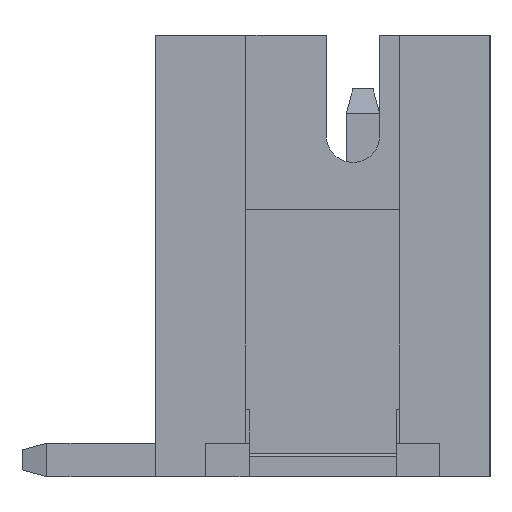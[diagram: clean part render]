
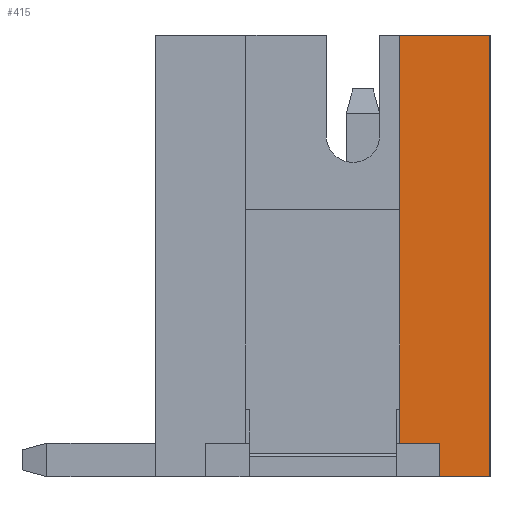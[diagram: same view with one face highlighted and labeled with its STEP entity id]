
A CAD part, left-side view. The second image highlights one B-rep face of the part: STEP entity #415.
In plain terms, the highlighted planar face has unit normal (-1, 0, 0).
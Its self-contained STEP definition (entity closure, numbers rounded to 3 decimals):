
#415=ADVANCED_FACE('',(#4062),#4064,.T.);
#4062=FACE_BOUND('',#4063,.T.);
#4063=EDGE_LOOP('',(#6969,#6970,#6971,#6972,#6973,#6974));
#4064=PLANE('',#4065);
#4065=AXIS2_PLACEMENT_3D('',#4066,#4067,#4068);
#4066=CARTESIAN_POINT('',(-2.975,0.,0.));
#4067=DIRECTION('',(-1.,-0.,0.));
#4068=DIRECTION('',(0.,-1.,0.));
#6969=ORIENTED_EDGE('',*,*,#8942,.T.);
#6970=ORIENTED_EDGE('',*,*,#8943,.T.);
#6971=ORIENTED_EDGE('',*,*,#8944,.T.);
#6972=ORIENTED_EDGE('',*,*,#8843,.T.);
#6973=ORIENTED_EDGE('',*,*,#8941,.T.);
#6974=ORIENTED_EDGE('',*,*,#8945,.T.);
#8843=EDGE_CURVE('',#9933,#9931,#9934,.T.);
#8941=EDGE_CURVE('',#9931,#10118,#10120,.T.);
#8942=EDGE_CURVE('',#10121,#10122,#10123,.F.);
#8943=EDGE_CURVE('',#10122,#10124,#10125,.F.);
#8944=EDGE_CURVE('',#10124,#9933,#10126,.T.);
#8945=EDGE_CURVE('',#10118,#10121,#10127,.T.);
#9931=VERTEX_POINT('',#11778);
#9933=VERTEX_POINT('',#11782);
#9934=LINE('',#11783,#11784);
#10118=VERTEX_POINT('',#12161);
#10120=LINE('',#12165,#12166);
#10121=VERTEX_POINT('',#12168);
#10122=VERTEX_POINT('',#12169);
#10123=LINE('',#12170,#12171);
#10124=VERTEX_POINT('',#12173);
#10125=LINE('',#12174,#12175);
#10126=LINE('',#12177,#12178);
#10127=LINE('',#12180,#12181);
#11778=CARTESIAN_POINT('',(-2.975,-1.9,6.6));
#11782=CARTESIAN_POINT('',(-2.975,-1.9,0.));
#11783=CARTESIAN_POINT('',(-2.975,-1.9,0.));
#11784=VECTOR('',#11785,1.);
#11785=DIRECTION('',(0.,0.,1.));
#12161=CARTESIAN_POINT('',(-2.975,-0.55,6.6));
#12165=CARTESIAN_POINT('',(-2.975,-1.9,6.6));
#12166=VECTOR('',#12167,1.);
#12167=DIRECTION('',(0.,1.,0.));
#12168=CARTESIAN_POINT('',(-2.975,-0.55,0.5));
#12169=CARTESIAN_POINT('',(-2.975,-1.15,0.5));
#12170=CARTESIAN_POINT('',(-2.975,-1.15,0.5));
#12171=VECTOR('',#12172,1.);
#12172=DIRECTION('',(0.,1.,0.));
#12173=CARTESIAN_POINT('',(-2.975,-1.15,0.));
#12174=CARTESIAN_POINT('',(-2.975,-1.15,0.));
#12175=VECTOR('',#12176,1.);
#12176=DIRECTION('',(0.,0.,1.));
#12177=CARTESIAN_POINT('',(-2.975,-1.15,0.));
#12178=VECTOR('',#12179,1.);
#12179=DIRECTION('',(0.,-1.,0.));
#12180=CARTESIAN_POINT('',(-2.975,-0.55,6.6));
#12181=VECTOR('',#12182,1.);
#12182=DIRECTION('',(0.,0.,-1.));
